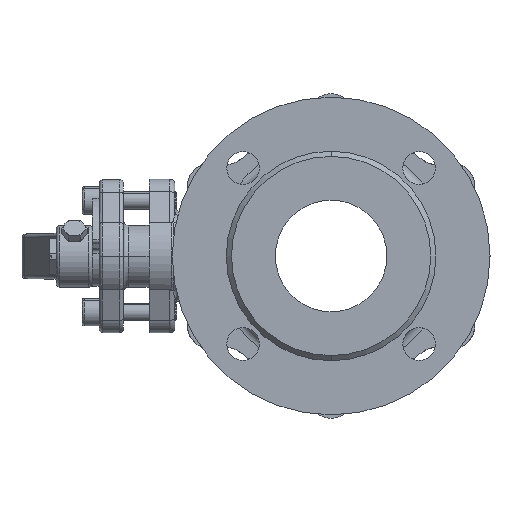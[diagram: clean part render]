
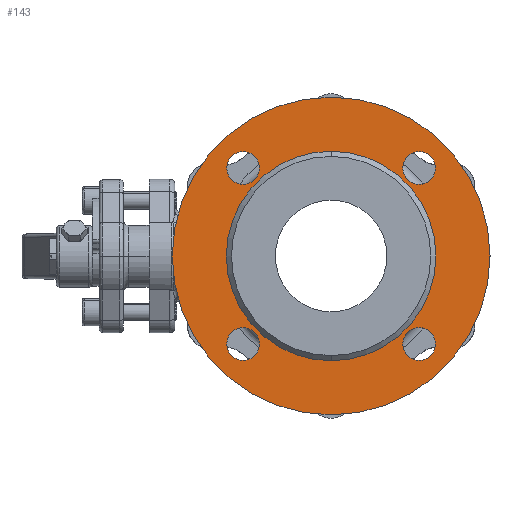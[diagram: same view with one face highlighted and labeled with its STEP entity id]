
A CAD part, left-side view. The second image highlights one B-rep face of the part: STEP entity #143.
In plain terms, the highlighted planar face has unit normal (-1, 0, 0).
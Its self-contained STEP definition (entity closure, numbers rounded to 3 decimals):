
#35 = DIRECTION ( 'NONE',  ( 0., 0., 1. ) ) ;
#62 = EDGE_CURVE ( 'NONE', #5714, #1282, #6583, .T. ) ;
#143 = ADVANCED_FACE ( 'NONE', ( #3787, #2115, #10515, #2010, #477, #20486 ), #10732, .T. ) ;
#183 = CARTESIAN_POINT ( 'NONE',  ( -67.977, 0., 0. ) ) ;
#477 = FACE_OUTER_BOUND ( 'NONE', #9644, .T. ) ;
#714 = CARTESIAN_POINT ( 'NONE',  ( -67.977, -51.265, 60.765 ) ) ;
#901 = CARTESIAN_POINT ( 'NONE',  ( -67.977, 0., 0. ) ) ;
#905 = CARTESIAN_POINT ( 'NONE',  ( -67.977, -51.265, 51.265 ) ) ;
#1282 = VERTEX_POINT ( 'NONE', #1473 ) ;
#1363 = EDGE_CURVE ( 'NONE', #8337, #14462, #2119, .T. ) ;
#1473 = CARTESIAN_POINT ( 'NONE',  ( -67.977, 51.265, 60.765 ) ) ;
#1818 = ORIENTED_EDGE ( 'NONE', *, *, #21355, .F. ) ;
#2010 = FACE_BOUND ( 'NONE', #17413, .T. ) ;
#2115 = FACE_BOUND ( 'NONE', #3909, .T. ) ;
#2119 = CIRCLE ( 'NONE', #3191, 9.5 ) ;
#2309 = ORIENTED_EDGE ( 'NONE', *, *, #18851, .F. ) ;
#2364 = ORIENTED_EDGE ( 'NONE', *, *, #7649, .F. ) ;
#2428 = CIRCLE ( 'NONE', #9134, 9.5 ) ;
#2684 = DIRECTION ( 'NONE',  ( 0., 0., 1. ) ) ;
#2811 = ORIENTED_EDGE ( 'NONE', *, *, #6627, .T. ) ;
#3092 = CIRCLE ( 'NONE', #14380, 9.5 ) ;
#3191 = AXIS2_PLACEMENT_3D ( 'NONE', #16857, #8654, #13858 ) ;
#3206 = EDGE_CURVE ( 'NONE', #14462, #8337, #2428, .T. ) ;
#3362 = CARTESIAN_POINT ( 'NONE',  ( -67.977, 51.265, 51.265 ) ) ;
#3493 = DIRECTION ( 'NONE',  ( 0., 0., 1. ) ) ;
#3787 = FACE_BOUND ( 'NONE', #19698, .T. ) ;
#3822 = EDGE_CURVE ( 'NONE', #5228, #15361, #15282, .T. ) ;
#3909 = EDGE_LOOP ( 'NONE', ( #9001, #13380 ) ) ;
#4185 = DIRECTION ( 'NONE',  ( 0., 0., 1. ) ) ;
#4283 = DIRECTION ( 'NONE',  ( 0., 0., 1. ) ) ;
#4338 = DIRECTION ( 'NONE',  ( -1., 0., 0. ) ) ;
#4346 = DIRECTION ( 'NONE',  ( 0., 0., 1. ) ) ;
#4400 = CIRCLE ( 'NONE', #18174, 9.5 ) ;
#4479 = AXIS2_PLACEMENT_3D ( 'NONE', #10411, #12281, #9074 ) ;
#4676 = CARTESIAN_POINT ( 'NONE',  ( -67.977, -51.265, 41.765 ) ) ;
#4782 = DIRECTION ( 'NONE',  ( -1., 0., 0. ) ) ;
#4807 = EDGE_LOOP ( 'NONE', ( #13169, #2364 ) ) ;
#4955 = AXIS2_PLACEMENT_3D ( 'NONE', #12905, #7808, #4283 ) ;
#5228 = VERTEX_POINT ( 'NONE', #18953 ) ;
#5623 = CIRCLE ( 'NONE', #17994, 61. ) ;
#5714 = VERTEX_POINT ( 'NONE', #10469 ) ;
#5821 = CARTESIAN_POINT ( 'NONE',  ( -67.977, -51.265, -41.765 ) ) ;
#6092 = AXIS2_PLACEMENT_3D ( 'NONE', #11298, #7979, #19506 ) ;
#6412 = VERTEX_POINT ( 'NONE', #18528 ) ;
#6583 = CIRCLE ( 'NONE', #18959, 9.5 ) ;
#6627 = EDGE_CURVE ( 'NONE', #15361, #5228, #19559, .T. ) ;
#6809 = DIRECTION ( 'NONE',  ( -1., 0., 0. ) ) ;
#7016 = CARTESIAN_POINT ( 'NONE',  ( -67.977, 0., 61. ) ) ;
#7282 = AXIS2_PLACEMENT_3D ( 'NONE', #9938, #21563, #13042 ) ;
#7649 = EDGE_CURVE ( 'NONE', #16744, #20908, #4400, .T. ) ;
#7808 = DIRECTION ( 'NONE',  ( -1., 0., 0. ) ) ;
#7979 = DIRECTION ( 'NONE',  ( -1., 0., 0. ) ) ;
#8203 = ORIENTED_EDGE ( 'NONE', *, *, #16336, .F. ) ;
#8337 = VERTEX_POINT ( 'NONE', #16213 ) ;
#8352 = CIRCLE ( 'NONE', #17503, 9.5 ) ;
#8654 = DIRECTION ( 'NONE',  ( -1., 0., 0. ) ) ;
#9001 = ORIENTED_EDGE ( 'NONE', *, *, #3206, .F. ) ;
#9074 = DIRECTION ( 'NONE',  ( 0., 0., 1. ) ) ;
#9134 = AXIS2_PLACEMENT_3D ( 'NONE', #19345, #14256, #4185 ) ;
#9295 = AXIS2_PLACEMENT_3D ( 'NONE', #901, #4338, #11069 ) ;
#9422 = DIRECTION ( 'NONE',  ( -1., 0., 0. ) ) ;
#9644 = EDGE_LOOP ( 'NONE', ( #2811, #16378 ) ) ;
#9938 = CARTESIAN_POINT ( 'NONE',  ( -67.977, 51.265, 51.265 ) ) ;
#9964 = AXIS2_PLACEMENT_3D ( 'NONE', #183, #6809, #3493 ) ;
#10094 = DIRECTION ( 'NONE',  ( -1., 0., 0. ) ) ;
#10411 = CARTESIAN_POINT ( 'NONE',  ( -67.977, 0., 0. ) ) ;
#10469 = CARTESIAN_POINT ( 'NONE',  ( -67.977, 51.265, 41.765 ) ) ;
#10515 = FACE_BOUND ( 'NONE', #4807, .T. ) ;
#10732 = PLANE ( 'NONE',  #4479 ) ;
#11069 = DIRECTION ( 'NONE',  ( 0., 0., 1. ) ) ;
#11298 = CARTESIAN_POINT ( 'NONE',  ( -67.977, 0., 0. ) ) ;
#11432 = DIRECTION ( 'NONE',  ( -1., 0., 0. ) ) ;
#12281 = DIRECTION ( 'NONE',  ( -1., 0., 0. ) ) ;
#12905 = CARTESIAN_POINT ( 'NONE',  ( -67.977, -51.265, 51.265 ) ) ;
#12952 = DIRECTION ( 'NONE',  ( 0., 0., 1. ) ) ;
#13042 = DIRECTION ( 'NONE',  ( 0., 0., 1. ) ) ;
#13094 = CARTESIAN_POINT ( 'NONE',  ( -67.977, 51.265, -51.265 ) ) ;
#13167 = CIRCLE ( 'NONE', #6092, 61. ) ;
#13169 = ORIENTED_EDGE ( 'NONE', *, *, #21813, .F. ) ;
#13380 = ORIENTED_EDGE ( 'NONE', *, *, #1363, .F. ) ;
#13667 = CIRCLE ( 'NONE', #7282, 9.5 ) ;
#13858 = DIRECTION ( 'NONE',  ( 0., 0., 1. ) ) ;
#13970 = EDGE_CURVE ( 'NONE', #15210, #20940, #13167, .T. ) ;
#14256 = DIRECTION ( 'NONE',  ( -1., 0., 0. ) ) ;
#14380 = AXIS2_PLACEMENT_3D ( 'NONE', #19821, #4782, #12952 ) ;
#14462 = VERTEX_POINT ( 'NONE', #5821 ) ;
#15210 = VERTEX_POINT ( 'NONE', #20484 ) ;
#15282 = CIRCLE ( 'NONE', #9964, 92.5 ) ;
#15361 = VERTEX_POINT ( 'NONE', #18910 ) ;
#16213 = CARTESIAN_POINT ( 'NONE',  ( -67.977, -51.265, -60.765 ) ) ;
#16336 = EDGE_CURVE ( 'NONE', #16563, #6412, #8352, .T. ) ;
#16378 = ORIENTED_EDGE ( 'NONE', *, *, #3822, .T. ) ;
#16512 = ORIENTED_EDGE ( 'NONE', *, *, #13970, .F. ) ;
#16563 = VERTEX_POINT ( 'NONE', #17505 ) ;
#16744 = VERTEX_POINT ( 'NONE', #4676 ) ;
#16857 = CARTESIAN_POINT ( 'NONE',  ( -67.977, -51.265, -51.265 ) ) ;
#17413 = EDGE_LOOP ( 'NONE', ( #18877, #19503 ) ) ;
#17503 = AXIS2_PLACEMENT_3D ( 'NONE', #13094, #11432, #20176 ) ;
#17505 = CARTESIAN_POINT ( 'NONE',  ( -67.977, 51.265, -41.765 ) ) ;
#17994 = AXIS2_PLACEMENT_3D ( 'NONE', #19496, #9422, #4346 ) ;
#18036 = EDGE_CURVE ( 'NONE', #1282, #5714, #13667, .T. ) ;
#18056 = DIRECTION ( 'NONE',  ( -1., 0., 0. ) ) ;
#18174 = AXIS2_PLACEMENT_3D ( 'NONE', #905, #18056, #2684 ) ;
#18371 = CIRCLE ( 'NONE', #4955, 9.5 ) ;
#18528 = CARTESIAN_POINT ( 'NONE',  ( -67.977, 51.265, -60.765 ) ) ;
#18594 = EDGE_LOOP ( 'NONE', ( #16512, #1818 ) ) ;
#18851 = EDGE_CURVE ( 'NONE', #6412, #16563, #3092, .T. ) ;
#18877 = ORIENTED_EDGE ( 'NONE', *, *, #18036, .F. ) ;
#18910 = CARTESIAN_POINT ( 'NONE',  ( -67.977, 0., 92.5 ) ) ;
#18953 = CARTESIAN_POINT ( 'NONE',  ( -67.977, 0., -92.5 ) ) ;
#18959 = AXIS2_PLACEMENT_3D ( 'NONE', #3362, #10094, #35 ) ;
#19345 = CARTESIAN_POINT ( 'NONE',  ( -67.977, -51.265, -51.265 ) ) ;
#19496 = CARTESIAN_POINT ( 'NONE',  ( -67.977, 0., 0. ) ) ;
#19503 = ORIENTED_EDGE ( 'NONE', *, *, #62, .F. ) ;
#19506 = DIRECTION ( 'NONE',  ( 0., 0., 1. ) ) ;
#19559 = CIRCLE ( 'NONE', #9295, 92.5 ) ;
#19698 = EDGE_LOOP ( 'NONE', ( #8203, #2309 ) ) ;
#19821 = CARTESIAN_POINT ( 'NONE',  ( -67.977, 51.265, -51.265 ) ) ;
#20176 = DIRECTION ( 'NONE',  ( 0., 0., 1. ) ) ;
#20484 = CARTESIAN_POINT ( 'NONE',  ( -67.977, 0., -61. ) ) ;
#20486 = FACE_BOUND ( 'NONE', #18594, .T. ) ;
#20908 = VERTEX_POINT ( 'NONE', #714 ) ;
#20940 = VERTEX_POINT ( 'NONE', #7016 ) ;
#21355 = EDGE_CURVE ( 'NONE', #20940, #15210, #5623, .T. ) ;
#21563 = DIRECTION ( 'NONE',  ( -1., 0., 0. ) ) ;
#21813 = EDGE_CURVE ( 'NONE', #20908, #16744, #18371, .T. ) ;
